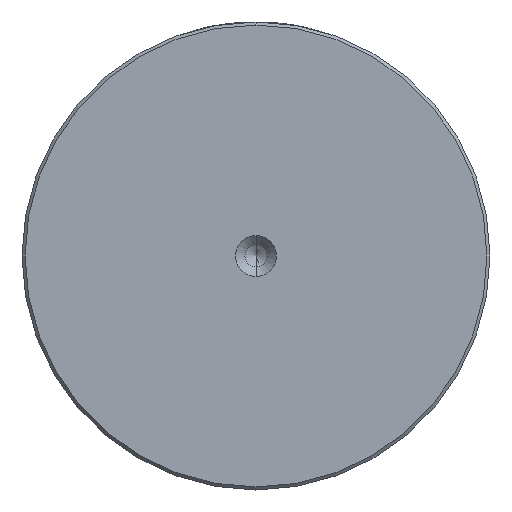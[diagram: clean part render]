
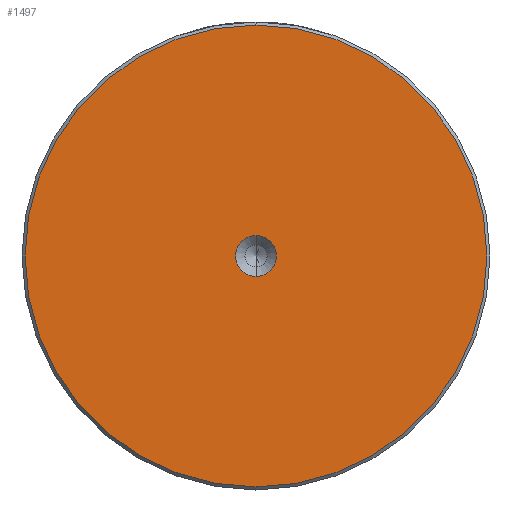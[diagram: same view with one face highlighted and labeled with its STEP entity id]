
A CAD part, left-side view. The second image highlights one B-rep face of the part: STEP entity #1497.
In plain terms, the highlighted planar face has unit normal (-1, 0, 0).
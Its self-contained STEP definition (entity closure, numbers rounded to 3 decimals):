
#1 = CARTESIAN_POINT ( 'NONE',  ( 0., 0., 37.5 ) ) ;
#36 = DIRECTION ( 'NONE',  ( -1., 0., 0. ) ) ;
#64 = AXIS2_PLACEMENT_3D ( 'NONE', #1846, #400, #2079 ) ;
#90 = EDGE_CURVE ( 'NONE', #2536, #2443, #1732, .T. ) ;
#227 = CARTESIAN_POINT ( 'NONE',  ( 0., 0., 0. ) ) ;
#372 = EDGE_LOOP ( 'NONE', ( #2016, #2810 ) ) ;
#400 = DIRECTION ( 'NONE',  ( -1., 0., 0. ) ) ;
#409 = ORIENTED_EDGE ( 'NONE', *, *, #1827, .T. ) ;
#454 = DIRECTION ( 'NONE',  ( 0., 0., 1. ) ) ;
#469 = DIRECTION ( 'NONE',  ( 0., 0., 1. ) ) ;
#492 = CARTESIAN_POINT ( 'NONE',  ( 0., 0., -3.3 ) ) ;
#547 = EDGE_LOOP ( 'NONE', ( #2691, #409 ) ) ;
#948 = AXIS2_PLACEMENT_3D ( 'NONE', #227, #1911, #469 ) ;
#1078 = VERTEX_POINT ( 'NONE', #1 ) ;
#1092 = EDGE_CURVE ( 'NONE', #3084, #1078, #2126, .T. ) ;
#1151 = CARTESIAN_POINT ( 'NONE',  ( 0., 0., 0. ) ) ;
#1191 = CARTESIAN_POINT ( 'NONE',  ( 0., 0., 0. ) ) ;
#1207 = FACE_BOUND ( 'NONE', #372, .T. ) ;
#1283 = AXIS2_PLACEMENT_3D ( 'NONE', #1151, #1895, #454 ) ;
#1311 = CIRCLE ( 'NONE', #64, 3.3 ) ;
#1355 = CARTESIAN_POINT ( 'NONE',  ( 0., 0., 3.3 ) ) ;
#1395 = PLANE ( 'NONE',  #1283 ) ;
#1440 = DIRECTION ( 'NONE',  ( 0., 0., 1. ) ) ;
#1474 = CARTESIAN_POINT ( 'NONE',  ( 0., 0., 0. ) ) ;
#1497 = ADVANCED_FACE ( 'NONE', ( #1781, #1207 ), #1395, .T. ) ;
#1721 = DIRECTION ( 'NONE',  ( 0., 0., 1. ) ) ;
#1732 = CIRCLE ( 'NONE', #2240, 3.3 ) ;
#1781 = FACE_OUTER_BOUND ( 'NONE', #547, .T. ) ;
#1827 = EDGE_CURVE ( 'NONE', #1078, #3084, #2383, .T. ) ;
#1846 = CARTESIAN_POINT ( 'NONE',  ( 0., 0., 0. ) ) ;
#1895 = DIRECTION ( 'NONE',  ( -1., 0., 0. ) ) ;
#1911 = DIRECTION ( 'NONE',  ( -1., 0., 0. ) ) ;
#2016 = ORIENTED_EDGE ( 'NONE', *, *, #2858, .F. ) ;
#2079 = DIRECTION ( 'NONE',  ( 0., 0., 1. ) ) ;
#2126 = CIRCLE ( 'NONE', #2216, 37.5 ) ;
#2216 = AXIS2_PLACEMENT_3D ( 'NONE', #1191, #2867, #1440 ) ;
#2240 = AXIS2_PLACEMENT_3D ( 'NONE', #1474, #36, #1721 ) ;
#2383 = CIRCLE ( 'NONE', #948, 37.5 ) ;
#2443 = VERTEX_POINT ( 'NONE', #1355 ) ;
#2536 = VERTEX_POINT ( 'NONE', #492 ) ;
#2553 = CARTESIAN_POINT ( 'NONE',  ( 0., 0., -37.5 ) ) ;
#2691 = ORIENTED_EDGE ( 'NONE', *, *, #1092, .T. ) ;
#2810 = ORIENTED_EDGE ( 'NONE', *, *, #90, .F. ) ;
#2858 = EDGE_CURVE ( 'NONE', #2443, #2536, #1311, .T. ) ;
#2867 = DIRECTION ( 'NONE',  ( -1., 0., 0. ) ) ;
#3084 = VERTEX_POINT ( 'NONE', #2553 ) ;
